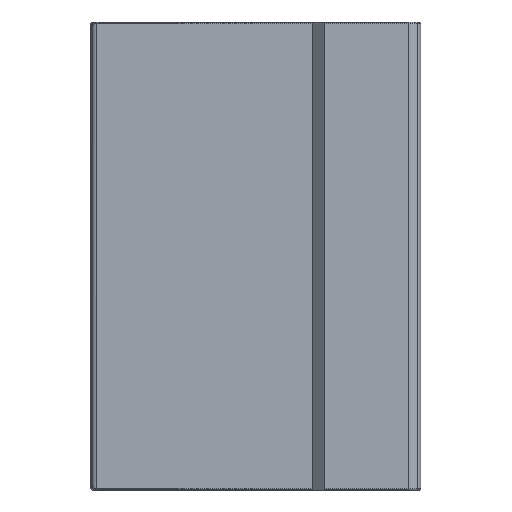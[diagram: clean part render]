
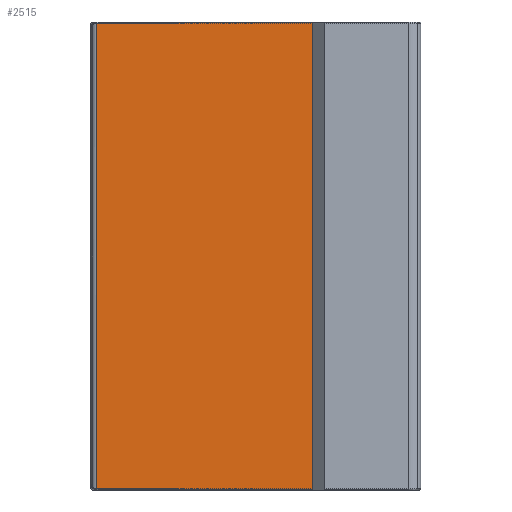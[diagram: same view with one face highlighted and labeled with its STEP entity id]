
A CAD part, left-side view. The second image highlights one B-rep face of the part: STEP entity #2515.
In plain terms, the highlighted planar face has unit normal (-1, 0, 0).
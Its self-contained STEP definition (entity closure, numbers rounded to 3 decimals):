
#118 = VECTOR ( 'NONE', #9668, 1000. ) ;
#968 = ORIENTED_EDGE ( 'NONE', *, *, #2646, .F. ) ;
#1297 = DIRECTION ( 'NONE',  ( 0., -1., 0. ) ) ;
#1619 = CARTESIAN_POINT ( 'NONE',  ( -19., 9., 0. ) ) ;
#1732 = DIRECTION ( 'NONE',  ( 0., 1., 0. ) ) ;
#2485 = CARTESIAN_POINT ( 'NONE',  ( -19., 27., 0.1 ) ) ;
#2515 = ADVANCED_FACE ( 'NONE', ( #4498 ), #7736, .T. ) ;
#2646 = EDGE_CURVE ( 'NONE', #4882, #10362, #3245, .T. ) ;
#2740 = CARTESIAN_POINT ( 'NONE',  ( -19., 9., 38.9 ) ) ;
#2893 = LINE ( 'NONE', #8377, #8868 ) ;
#3065 = DIRECTION ( 'NONE',  ( -1., 0., 0. ) ) ;
#3095 = VERTEX_POINT ( 'NONE', #4714 ) ;
#3245 = LINE ( 'NONE', #6511, #4398 ) ;
#4040 = EDGE_CURVE ( 'NONE', #10362, #3095, #8665, .T. ) ;
#4398 = VECTOR ( 'NONE', #1732, 1000. ) ;
#4498 = FACE_OUTER_BOUND ( 'NONE', #8140, .T. ) ;
#4714 = CARTESIAN_POINT ( 'NONE',  ( -19., 27., 38.9 ) ) ;
#4869 = DIRECTION ( 'NONE',  ( 0., 0., 1. ) ) ;
#4882 = VERTEX_POINT ( 'NONE', #8436 ) ;
#5609 = DIRECTION ( 'NONE',  ( 0., 0., 1. ) ) ;
#5718 = LINE ( 'NONE', #1619, #118 ) ;
#6244 = ORIENTED_EDGE ( 'NONE', *, *, #4040, .F. ) ;
#6314 = EDGE_CURVE ( 'NONE', #4882, #6868, #5718, .T. ) ;
#6511 = CARTESIAN_POINT ( 'NONE',  ( -19., 20.139, 0.1 ) ) ;
#6868 = VERTEX_POINT ( 'NONE', #2740 ) ;
#7736 = PLANE ( 'NONE',  #9818 ) ;
#7908 = ORIENTED_EDGE ( 'NONE', *, *, #9183, .F. ) ;
#8140 = EDGE_LOOP ( 'NONE', ( #6244, #968, #8549, #7908 ) ) ;
#8377 = CARTESIAN_POINT ( 'NONE',  ( -19., 20.139, 38.9 ) ) ;
#8436 = CARTESIAN_POINT ( 'NONE',  ( -19., 9., 0.1 ) ) ;
#8549 = ORIENTED_EDGE ( 'NONE', *, *, #6314, .T. ) ;
#8665 = LINE ( 'NONE', #9511, #8958 ) ;
#8868 = VECTOR ( 'NONE', #1297, 1000. ) ;
#8958 = VECTOR ( 'NONE', #4869, 1000. ) ;
#9183 = EDGE_CURVE ( 'NONE', #3095, #6868, #2893, .T. ) ;
#9511 = CARTESIAN_POINT ( 'NONE',  ( -19., 27., 0. ) ) ;
#9668 = DIRECTION ( 'NONE',  ( 0., 0., 1. ) ) ;
#9818 = AXIS2_PLACEMENT_3D ( 'NONE', #10358, #3065, #5609 ) ;
#10358 = CARTESIAN_POINT ( 'NONE',  ( -19., 27.5, 0. ) ) ;
#10362 = VERTEX_POINT ( 'NONE', #2485 ) ;
